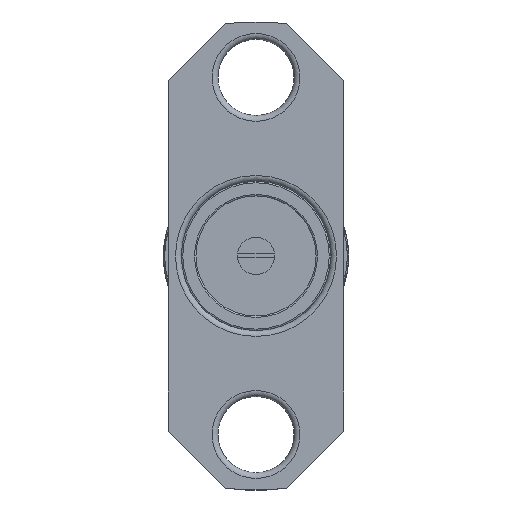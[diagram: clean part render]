
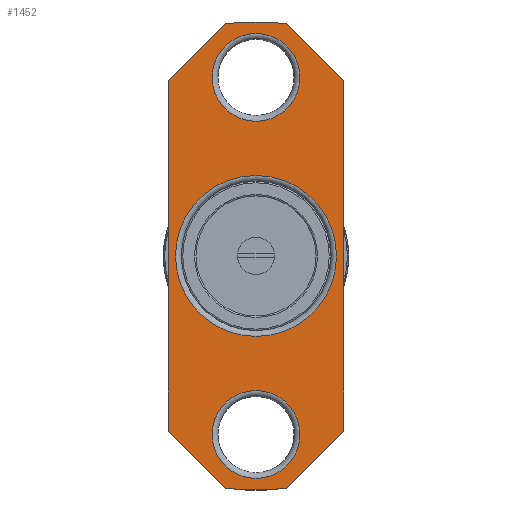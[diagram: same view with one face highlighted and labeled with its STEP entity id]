
A CAD part, top view. The second image highlights one B-rep face of the part: STEP entity #1452.
In plain terms, the highlighted planar face has unit normal (0, 0, 1).
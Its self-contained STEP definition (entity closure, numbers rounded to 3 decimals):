
#47=LINE('',#2745,#95);
#49=LINE('',#2749,#97);
#51=LINE('',#2753,#99);
#54=LINE('',#2761,#102);
#56=LINE('',#2765,#104);
#58=LINE('',#2769,#106);
#95=VECTOR('',#1741,1000.);
#97=VECTOR('',#1745,1000.);
#99=VECTOR('',#1749,1000.);
#102=VECTOR('',#1758,1000.);
#104=VECTOR('',#1762,1000.);
#106=VECTOR('',#1766,1000.);
#149=PLANE('',#1553);
#194=CIRCLE('',#1540,8.);
#195=CIRCLE('',#1545,8.);
#196=CIRCLE('',#1550,1.5);
#197=CIRCLE('',#1552,1.5);
#198=CIRCLE('',#1554,2.75);
#379=ORIENTED_EDGE('',*,*,#580,.T.);
#380=ORIENTED_EDGE('',*,*,#581,.T.);
#381=ORIENTED_EDGE('',*,*,#579,.T.);
#382=ORIENTED_EDGE('',*,*,#578,.T.);
#383=ORIENTED_EDGE('',*,*,#576,.T.);
#384=ORIENTED_EDGE('',*,*,#574,.T.);
#385=ORIENTED_EDGE('',*,*,#572,.T.);
#386=ORIENTED_EDGE('',*,*,#570,.T.);
#387=ORIENTED_EDGE('',*,*,#568,.T.);
#388=ORIENTED_EDGE('',*,*,#566,.T.);
#389=ORIENTED_EDGE('',*,*,#564,.T.);
#564=EDGE_CURVE('',#684,#683,#194,.T.);
#566=EDGE_CURVE('',#685,#684,#47,.T.);
#568=EDGE_CURVE('',#686,#685,#49,.T.);
#570=EDGE_CURVE('',#687,#686,#51,.T.);
#572=EDGE_CURVE('',#688,#687,#195,.T.);
#574=EDGE_CURVE('',#689,#688,#54,.T.);
#576=EDGE_CURVE('',#690,#689,#56,.T.);
#578=EDGE_CURVE('',#683,#690,#58,.T.);
#579=EDGE_CURVE('',#691,#691,#196,.F.);
#580=EDGE_CURVE('',#692,#692,#197,.F.);
#581=EDGE_CURVE('',#693,#693,#198,.F.);
#683=VERTEX_POINT('',#2740);
#684=VERTEX_POINT('',#2742);
#685=VERTEX_POINT('',#2746);
#686=VERTEX_POINT('',#2750);
#687=VERTEX_POINT('',#2754);
#688=VERTEX_POINT('',#2758);
#689=VERTEX_POINT('',#2762);
#690=VERTEX_POINT('',#2766);
#691=VERTEX_POINT('',#2772);
#692=VERTEX_POINT('',#2775);
#693=VERTEX_POINT('',#2778);
#792=EDGE_LOOP('',(#379));
#793=EDGE_LOOP('',(#380));
#794=EDGE_LOOP('',(#381));
#795=EDGE_LOOP('',(#382,#383,#384,#385,#386,#387,#388,#389));
#894=FACE_BOUND('',#792,.T.);
#895=FACE_BOUND('',#793,.T.);
#896=FACE_BOUND('',#794,.T.);
#897=FACE_BOUND('',#795,.T.);
#1452=ADVANCED_FACE('',(#894,#895,#896,#897),#149,.T.);
#1540=AXIS2_PLACEMENT_3D('',#2741,#1736,#1737);
#1545=AXIS2_PLACEMENT_3D('',#2757,#1753,#1754);
#1550=AXIS2_PLACEMENT_3D('',#2771,#1769,#1770);
#1552=AXIS2_PLACEMENT_3D('',#2774,#1773,#1774);
#1553=AXIS2_PLACEMENT_3D('',#2776,#1775,#1776);
#1554=AXIS2_PLACEMENT_3D('',#2777,#1777,#1778);
#1736=DIRECTION('',(0.,0.,1.));
#1737=DIRECTION('',(1.,0.,0.));
#1741=DIRECTION('',(0.707,-0.707,0.));
#1745=DIRECTION('',(0.,-1.,0.));
#1749=DIRECTION('',(-0.707,-0.707,0.));
#1753=DIRECTION('',(0.,0.,1.));
#1754=DIRECTION('',(1.,0.,0.));
#1758=DIRECTION('',(-0.707,0.707,0.));
#1762=DIRECTION('',(0.,1.,0.));
#1766=DIRECTION('',(0.707,0.707,0.));
#1769=DIRECTION('',(0.,0.,1.));
#1770=DIRECTION('',(1.,0.,0.));
#1773=DIRECTION('',(0.,0.,1.));
#1774=DIRECTION('',(1.,0.,0.));
#1775=DIRECTION('',(0.,0.,1.));
#1776=DIRECTION('',(1.,0.,0.));
#1777=DIRECTION('',(0.,0.,1.));
#1778=DIRECTION('',(1.,0.,0.));
#2740=CARTESIAN_POINT('',(1.049,-7.931,1.6));
#2741=CARTESIAN_POINT('',(0.,0.,1.6));
#2742=CARTESIAN_POINT('',(-1.049,-7.931,1.6));
#2745=CARTESIAN_POINT('',(-1.049,-7.931,1.6));
#2746=CARTESIAN_POINT('',(-3.,-5.98,1.6));
#2749=CARTESIAN_POINT('',(-3.,5.98,1.6));
#2750=CARTESIAN_POINT('',(-3.,5.98,1.6));
#2753=CARTESIAN_POINT('',(-3.,5.98,1.6));
#2754=CARTESIAN_POINT('',(-1.049,7.931,1.6));
#2757=CARTESIAN_POINT('',(0.,0.,1.6));
#2758=CARTESIAN_POINT('',(1.049,7.931,1.6));
#2761=CARTESIAN_POINT('',(1.049,7.931,1.6));
#2762=CARTESIAN_POINT('',(3.,5.98,1.6));
#2765=CARTESIAN_POINT('',(3.,-5.98,1.6));
#2766=CARTESIAN_POINT('',(3.,-5.98,1.6));
#2769=CARTESIAN_POINT('',(3.,-5.98,1.6));
#2771=CARTESIAN_POINT('',(0.,-6.1,1.6));
#2772=CARTESIAN_POINT('',(1.5,-6.1,1.6));
#2774=CARTESIAN_POINT('',(0.,6.1,1.6));
#2775=CARTESIAN_POINT('',(1.5,6.1,1.6));
#2776=CARTESIAN_POINT('',(0.,0.,1.6));
#2777=CARTESIAN_POINT('',(0.,0.,1.6));
#2778=CARTESIAN_POINT('',(2.75,0.,1.6));
